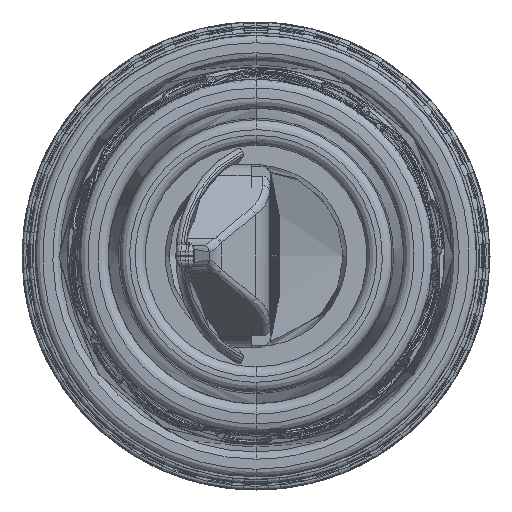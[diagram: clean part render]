
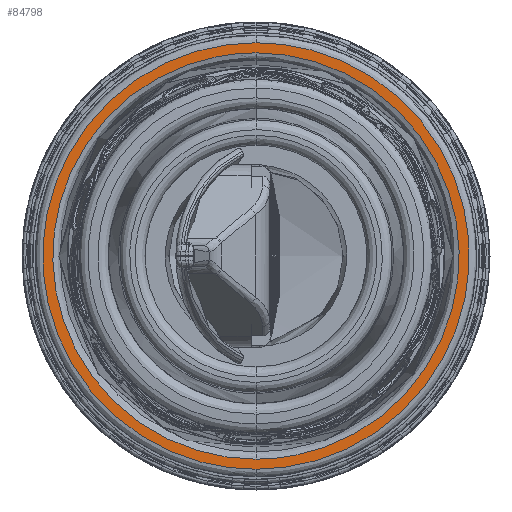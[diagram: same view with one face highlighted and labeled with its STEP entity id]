
A CAD part, left-side view. The second image highlights one B-rep face of the part: STEP entity #84798.
In plain terms, the highlighted free-form (B-spline) face has degree [1, 1] with [2, 2] control points.
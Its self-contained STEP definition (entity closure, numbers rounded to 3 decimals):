
#84234 = VERTEX_POINT('',#84235);
#84235 = CARTESIAN_POINT('',(56.314,0.,
    10.878));
#84241 = EDGE_CURVE('',#84242,#84234,#84244,.T.);
#84242 = VERTEX_POINT('',#84243);
#84243 = CARTESIAN_POINT('',(56.314,0.,-10.878));
#84244 = ( BOUNDED_CURVE() B_SPLINE_CURVE(2,(#84245,#84246,#84247,#84248
,#84249),.UNSPECIFIED.,.F.,.F.) B_SPLINE_CURVE_WITH_KNOTS((3,2,3),(0.,
1.571,3.142),.PIECEWISE_BEZIER_KNOTS.) CURVE() 
GEOMETRIC_REPRESENTATION_ITEM() RATIONAL_B_SPLINE_CURVE((1.,
0.707,1.,0.707,1.)) REPRESENTATION_ITEM('') );
#84245 = CARTESIAN_POINT('',(56.314,0.,-10.878));
#84246 = CARTESIAN_POINT('',(56.314,10.878,
    -10.878));
#84247 = CARTESIAN_POINT('',(56.314,10.878,
    0.));
#84248 = CARTESIAN_POINT('',(56.314,10.878,
    10.878));
#84249 = CARTESIAN_POINT('',(56.314,0.,
    10.878));
#84285 = VERTEX_POINT('',#84286);
#84286 = CARTESIAN_POINT('',(56.314,0.,
    -11.417));
#84292 = EDGE_CURVE('',#84293,#84285,#84295,.T.);
#84293 = VERTEX_POINT('',#84294);
#84294 = CARTESIAN_POINT('',(56.314,0.,11.417));
#84295 = ( BOUNDED_CURVE() B_SPLINE_CURVE(2,(#84296,#84297,#84298,#84299
,#84300),.UNSPECIFIED.,.F.,.F.) B_SPLINE_CURVE_WITH_KNOTS((3,2,3),(
    3.142,4.712,6.283),
.PIECEWISE_BEZIER_KNOTS.) CURVE() GEOMETRIC_REPRESENTATION_ITEM() 
RATIONAL_B_SPLINE_CURVE((1.,0.707,1.,0.707,1.)) 
REPRESENTATION_ITEM('') );
#84296 = CARTESIAN_POINT('',(56.314,0.,
    11.417));
#84297 = CARTESIAN_POINT('',(56.314,11.417,
    11.417));
#84298 = CARTESIAN_POINT('',(56.314,11.417,
    0.));
#84299 = CARTESIAN_POINT('',(56.314,11.417,
    -11.417));
#84300 = CARTESIAN_POINT('',(56.314,0.,
    -11.417));
#84798 = ADVANCED_FACE('',(#84799,#84810),#84821,.F.);
#84799 = FACE_BOUND('',#84800,.T.);
#84800 = EDGE_LOOP('',(#84801,#84802));
#84801 = ORIENTED_EDGE('',*,*,#84292,.T.);
#84802 = ORIENTED_EDGE('',*,*,#84803,.T.);
#84803 = EDGE_CURVE('',#84285,#84293,#84804,.T.);
#84804 = ( BOUNDED_CURVE() B_SPLINE_CURVE(2,(#84805,#84806,#84807,#84808
,#84809),.UNSPECIFIED.,.F.,.F.) B_SPLINE_CURVE_WITH_KNOTS((3,2,3),(0.,
1.571,3.142),.PIECEWISE_BEZIER_KNOTS.) CURVE() 
GEOMETRIC_REPRESENTATION_ITEM() RATIONAL_B_SPLINE_CURVE((1.,
0.707,1.,0.707,1.)) REPRESENTATION_ITEM('') );
#84805 = CARTESIAN_POINT('',(56.314,0.,-11.417));
#84806 = CARTESIAN_POINT('',(56.314,-11.417,
    -11.417));
#84807 = CARTESIAN_POINT('',(56.314,-11.417,
    0.));
#84808 = CARTESIAN_POINT('',(56.314,-11.417,
    11.417));
#84809 = CARTESIAN_POINT('',(56.314,0.,
    11.417));
#84810 = FACE_BOUND('',#84811,.T.);
#84811 = EDGE_LOOP('',(#84812,#84813));
#84812 = ORIENTED_EDGE('',*,*,#84241,.T.);
#84813 = ORIENTED_EDGE('',*,*,#84814,.T.);
#84814 = EDGE_CURVE('',#84234,#84242,#84815,.T.);
#84815 = ( BOUNDED_CURVE() B_SPLINE_CURVE(2,(#84816,#84817,#84818,#84819
,#84820),.UNSPECIFIED.,.F.,.F.) B_SPLINE_CURVE_WITH_KNOTS((3,2,3),(
    3.142,4.712,6.283),
.PIECEWISE_BEZIER_KNOTS.) CURVE() GEOMETRIC_REPRESENTATION_ITEM() 
RATIONAL_B_SPLINE_CURVE((1.,0.707,1.,0.707,1.)) 
REPRESENTATION_ITEM('') );
#84816 = CARTESIAN_POINT('',(56.314,0.,
    10.878));
#84817 = CARTESIAN_POINT('',(56.314,-10.878,
    10.878));
#84818 = CARTESIAN_POINT('',(56.314,-10.878,
    0.));
#84819 = CARTESIAN_POINT('',(56.314,-10.878,
    -10.878));
#84820 = CARTESIAN_POINT('',(56.314,0.,
    -10.878));
#84821 = B_SPLINE_SURFACE_WITH_KNOTS('',1,1,(
    (#84822,#84823)
    ,(#84824,#84825
    )),.UNSPECIFIED.,.F.,.F.,.F.,(2,2),(2,2),(-16.657,
    0.657),(-8.657,8.657),
  .PIECEWISE_BEZIER_KNOTS.);
#84822 = CARTESIAN_POINT('',(56.314,-11.417,
    11.417));
#84823 = CARTESIAN_POINT('',(56.314,11.417,
    11.417));
#84824 = CARTESIAN_POINT('',(56.314,-11.417,
    -11.417));
#84825 = CARTESIAN_POINT('',(56.314,11.417,
    -11.417));
